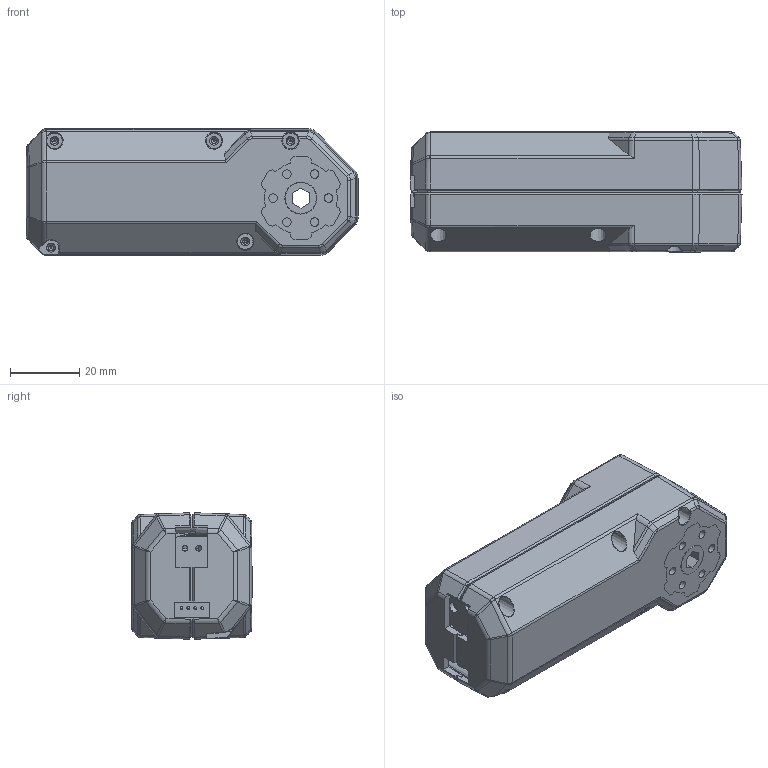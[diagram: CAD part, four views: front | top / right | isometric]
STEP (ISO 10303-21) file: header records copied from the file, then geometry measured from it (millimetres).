
FILE_DESCRIPTION(/* description */ ('STEP AP242','CAx-IF Rec.Pracs.---Representation and Presentation of Product Manufacturing Information (PMI)---4.0---2014-10-13','CAx-IF Rec.Pracs.---3D Tessellated Geometry---0.4---2014-09-14','2;1'),/* implementation_level */ '2;1');
FILE_NAME(/* name */ '653ee84251dc555dce08d571',/* time_stamp */ '2023-10-29T23:18:28Z',/* author */ (''),/* organization */ (''),/* preprocessor_version */ 'ST-DEVELOPER v19.4',/* originating_system */ ' ',/* authorisation */ ' ');
FILE_SCHEMA (('AP242_MANAGED_MODEL_BASED_3D_ENGINEERING_MIM_LF { 1 0 10303 442 1 1 4 }'));
Length unit declared in the file: metre
Products named in the file (7): Assembly 1; REV-41-1300
Assembly tree (6 placements, depth 2):
  Assembly 1
    REV-41-1300
    REV-41-1300
    REV-41-1300
    REV-41-1300
    REV-41-1300
    REV-41-1300
Bounding box: 95.72 x 34.6 x 36.47 mm (x, y, z)
Volume: 35177.9 mm3; surface area: 37377.7 mm2
Topology: 6 solids, 6 shells, 1009 faces, 2792 edges, 1804 vertices
Faces by surface type: plane 494, cylinder 289, bspline 114, cone 100, torus 12
Full cylindrical faces by diameter (mm): 0.8 x4, 0.838 x1, 1.6 x2, 1.65 x2, 2.46 x12, 2.5 x2, 2.54 x5, 3.175 x2, 4.5 x2, 6.5 x1, 9 x2, 9.2 x2, 12 x2
Entity records: 41138 total; most frequent: CARTESIAN_POINT 16380, ORIENTED_EDGE 5350, DIRECTION 4613, EDGE_CURVE 2675, VERTEX_POINT 1774, AXIS2_PLACEMENT_3D 1538, LINE 1537, VECTOR 1537
